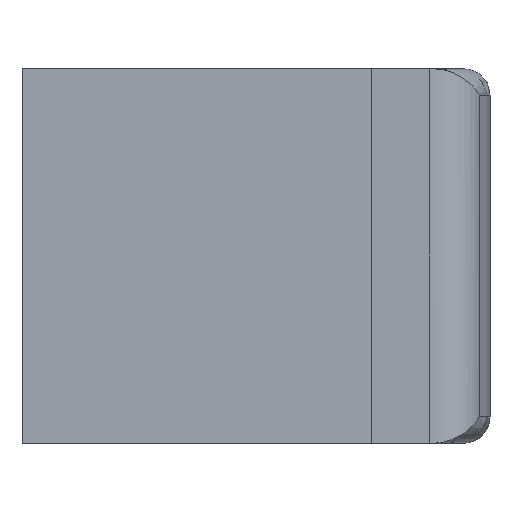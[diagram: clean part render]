
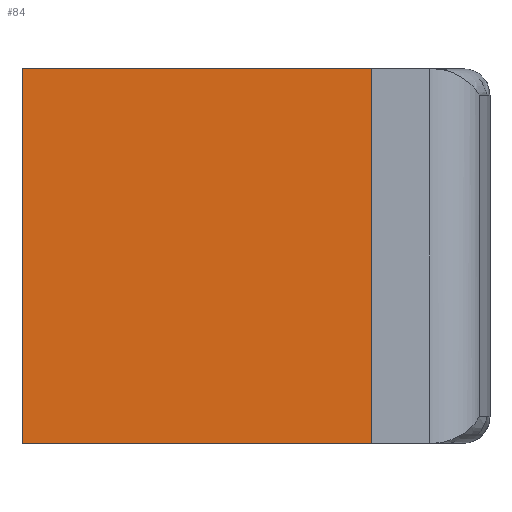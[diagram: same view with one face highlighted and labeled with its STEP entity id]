
A CAD part, left-side view. The second image highlights one B-rep face of the part: STEP entity #84.
In plain terms, the highlighted planar face has unit normal (-1, 0, 0).
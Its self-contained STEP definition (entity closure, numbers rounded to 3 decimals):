
#21 = DIRECTION ( 'NONE',  ( 1., 0., 0. ) ) ;
#35 = LINE ( 'NONE', #772, #615 ) ;
#72 = ORIENTED_EDGE ( 'NONE', *, *, #729, .T. ) ;
#82 = DIRECTION ( 'NONE',  ( 0., 0., -1. ) ) ;
#84 = ADVANCED_FACE ( 'NONE', ( #233 ), #208, .F. ) ;
#87 = CARTESIAN_POINT ( 'NONE',  ( -0.8, 1., 0.4 ) ) ;
#108 = EDGE_CURVE ( 'NONE', #635, #286, #425, .T. ) ;
#160 = EDGE_CURVE ( 'NONE', #635, #435, #795, .T. ) ;
#176 = ORIENTED_EDGE ( 'NONE', *, *, #580, .F. ) ;
#207 = CARTESIAN_POINT ( 'NONE',  ( -0.8, 0.253, -0.4 ) ) ;
#208 = PLANE ( 'NONE',  #483 ) ;
#233 = FACE_OUTER_BOUND ( 'NONE', #544, .T. ) ;
#276 = DIRECTION ( 'NONE',  ( 0., -1., 0. ) ) ;
#277 = ORIENTED_EDGE ( 'NONE', *, *, #160, .F. ) ;
#286 = VERTEX_POINT ( 'NONE', #750 ) ;
#343 = CARTESIAN_POINT ( 'NONE',  ( -0.8, 1., 0.4 ) ) ;
#375 = CARTESIAN_POINT ( 'NONE',  ( -0.8, 1., 0.4 ) ) ;
#380 = DIRECTION ( 'NONE',  ( 0., 0., -1. ) ) ;
#413 = VECTOR ( 'NONE', #380, 1000. ) ;
#419 = VECTOR ( 'NONE', #276, 1000. ) ;
#425 = LINE ( 'NONE', #343, #731 ) ;
#435 = VERTEX_POINT ( 'NONE', #779 ) ;
#464 = VERTEX_POINT ( 'NONE', #207 ) ;
#474 = DIRECTION ( 'NONE',  ( 0., 1., 0. ) ) ;
#483 = AXIS2_PLACEMENT_3D ( 'NONE', #87, #21, #474 ) ;
#544 = EDGE_LOOP ( 'NONE', ( #690, #72, #176, #277 ) ) ;
#580 = EDGE_CURVE ( 'NONE', #435, #464, #769, .T. ) ;
#587 = DIRECTION ( 'NONE',  ( 0., -1., 0. ) ) ;
#597 = CARTESIAN_POINT ( 'NONE',  ( -0.8, 1., 0.4 ) ) ;
#615 = VECTOR ( 'NONE', #587, 1000. ) ;
#635 = VERTEX_POINT ( 'NONE', #375 ) ;
#690 = ORIENTED_EDGE ( 'NONE', *, *, #108, .T. ) ;
#705 = CARTESIAN_POINT ( 'NONE',  ( -0.8, 0.253, 0.4 ) ) ;
#729 = EDGE_CURVE ( 'NONE', #286, #464, #35, .T. ) ;
#731 = VECTOR ( 'NONE', #82, 1000. ) ;
#750 = CARTESIAN_POINT ( 'NONE',  ( -0.8, 1., -0.4 ) ) ;
#769 = LINE ( 'NONE', #705, #413 ) ;
#772 = CARTESIAN_POINT ( 'NONE',  ( -0.8, 1., -0.4 ) ) ;
#779 = CARTESIAN_POINT ( 'NONE',  ( -0.8, 0.253, 0.4 ) ) ;
#795 = LINE ( 'NONE', #597, #419 ) ;
